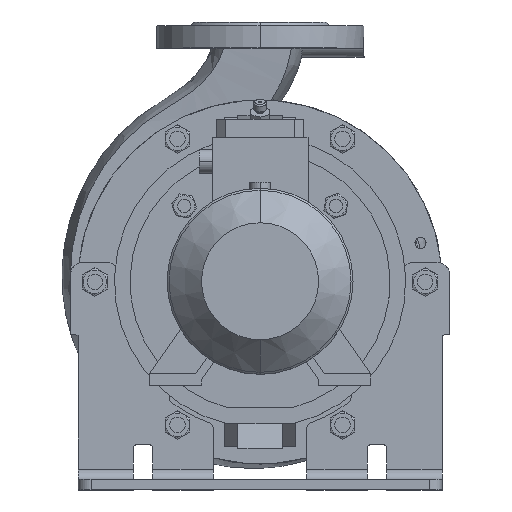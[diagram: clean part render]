
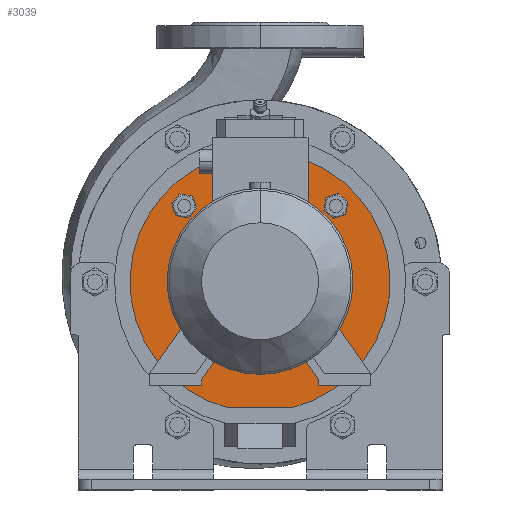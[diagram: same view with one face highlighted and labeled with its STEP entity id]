
A CAD part, top view. The second image highlights one B-rep face of the part: STEP entity #3039.
In plain terms, the highlighted planar face has unit normal (0, 0, 1).
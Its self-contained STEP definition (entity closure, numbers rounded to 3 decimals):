
#323 = FACE_OUTER_BOUND ( 'NONE', #3371, .T. ) ;
#485 = CIRCLE ( 'NONE', #39345, 100. ) ;
#555 = ORIENTED_EDGE ( 'NONE', *, *, #17998, .T. ) ;
#623 = DIRECTION ( 'NONE',  ( 0., 1., 0. ) ) ;
#814 = CARTESIAN_POINT ( 'NONE',  ( 58.336, 58.336, 172. ) ) ;
#1048 = DIRECTION ( 'NONE',  ( 0., 0., 1. ) ) ;
#3035 = CARTESIAN_POINT ( 'NONE',  ( 0., 0., 172. ) ) ;
#3039 = ADVANCED_FACE ( 'NONE', ( #35627, #11176, #53918, #53202, #323, #17984 ), #14393, .T. ) ;
#3371 = EDGE_LOOP ( 'NONE', ( #21946, #26943, #21954 ) ) ;
#4341 = CARTESIAN_POINT ( 'NONE',  ( 0., 0., 172. ) ) ;
#5357 = CIRCLE ( 'NONE', #23134, 8.075 ) ;
#5647 = CARTESIAN_POINT ( 'NONE',  ( 24.31, -97., 172. ) ) ;
#6486 = AXIS2_PLACEMENT_3D ( 'NONE', #9830, #49402, #31665 ) ;
#6494 = VERTEX_POINT ( 'NONE', #26206 ) ;
#6604 = CARTESIAN_POINT ( 'NONE',  ( -58.336, 58.336, 172. ) ) ;
#7045 = EDGE_CURVE ( 'NONE', #21935, #24488, #48165, .T. ) ;
#7186 = ORIENTED_EDGE ( 'NONE', *, *, #7045, .F. ) ;
#7276 = CIRCLE ( 'NONE', #7278, 8.075 ) ;
#7278 = AXIS2_PLACEMENT_3D ( 'NONE', #39581, #26501, #53158 ) ;
#8250 = CIRCLE ( 'NONE', #17571, 8.075 ) ;
#9109 = AXIS2_PLACEMENT_3D ( 'NONE', #814, #31404, #26681 ) ;
#9251 = CARTESIAN_POINT ( 'NONE',  ( 58.336, -58.336, 172. ) ) ;
#9252 = DIRECTION ( 'NONE',  ( 0., -1., 0. ) ) ;
#9315 = DIRECTION ( 'NONE',  ( 1., 0., 0. ) ) ;
#9830 = CARTESIAN_POINT ( 'NONE',  ( 0., 100., 172. ) ) ;
#10152 = EDGE_LOOP ( 'NONE', ( #17236, #51673 ) ) ;
#10752 = ORIENTED_EDGE ( 'NONE', *, *, #20879, .F. ) ;
#11176 = FACE_BOUND ( 'NONE', #10152, .T. ) ;
#11183 = VERTEX_POINT ( 'NONE', #43295 ) ;
#12033 = CARTESIAN_POINT ( 'NONE',  ( -59.739, -66.289, 172. ) ) ;
#12301 = DIRECTION ( 'NONE',  ( 0., 1., 0. ) ) ;
#12614 = CIRCLE ( 'NONE', #42799, 100. ) ;
#12703 = CARTESIAN_POINT ( 'NONE',  ( 0., 0., 172. ) ) ;
#14188 = DIRECTION ( 'NONE',  ( 0., 0., 1. ) ) ;
#14234 = VERTEX_POINT ( 'NONE', #33003 ) ;
#14384 = DIRECTION ( 'NONE',  ( 0., -1., 0. ) ) ;
#14393 = PLANE ( 'NONE',  #6486 ) ;
#14709 = ORIENTED_EDGE ( 'NONE', *, *, #16181, .F. ) ;
#15309 = VERTEX_POINT ( 'NONE', #33273 ) ;
#15386 = AXIS2_PLACEMENT_3D ( 'NONE', #44463, #14188, #14384 ) ;
#16181 = EDGE_CURVE ( 'NONE', #15309, #11183, #56108, .T. ) ;
#17236 = ORIENTED_EDGE ( 'NONE', *, *, #37803, .F. ) ;
#17571 = AXIS2_PLACEMENT_3D ( 'NONE', #27666, #22879, #27288 ) ;
#17984 = FACE_BOUND ( 'NONE', #47510, .T. ) ;
#17998 = EDGE_CURVE ( 'NONE', #6494, #20285, #45079, .T. ) ;
#18049 = AXIS2_PLACEMENT_3D ( 'NONE', #12703, #20652, #51355 ) ;
#19632 = VERTEX_POINT ( 'NONE', #41622 ) ;
#19667 = VERTEX_POINT ( 'NONE', #12033 ) ;
#20285 = VERTEX_POINT ( 'NONE', #40964 ) ;
#20383 = EDGE_CURVE ( 'NONE', #30792, #24992, #485, .T. ) ;
#20652 = DIRECTION ( 'NONE',  ( 0., 0., -1. ) ) ;
#20879 = EDGE_CURVE ( 'NONE', #14234, #31076, #8250, .T. ) ;
#21822 = ORIENTED_EDGE ( 'NONE', *, *, #46401, .F. ) ;
#21928 = EDGE_LOOP ( 'NONE', ( #33281, #14709 ) ) ;
#21935 = VERTEX_POINT ( 'NONE', #35006 ) ;
#21946 = ORIENTED_EDGE ( 'NONE', *, *, #55104, .T. ) ;
#21954 = ORIENTED_EDGE ( 'NONE', *, *, #36942, .F. ) ;
#22022 = AXIS2_PLACEMENT_3D ( 'NONE', #35232, #1048, #9252 ) ;
#22362 = EDGE_CURVE ( 'NONE', #19667, #52325, #5357, .T. ) ;
#22478 = EDGE_CURVE ( 'NONE', #20285, #6494, #54917, .T. ) ;
#22879 = DIRECTION ( 'NONE',  ( 0., 0., 1. ) ) ;
#23134 = AXIS2_PLACEMENT_3D ( 'NONE', #42886, #38761, #43611 ) ;
#24488 = VERTEX_POINT ( 'NONE', #39471 ) ;
#24976 = ORIENTED_EDGE ( 'NONE', *, *, #22478, .T. ) ;
#24992 = VERTEX_POINT ( 'NONE', #5647 ) ;
#25322 = CARTESIAN_POINT ( 'NONE',  ( -50.384, 56.934, 172. ) ) ;
#25569 = LINE ( 'NONE', #44335, #41799 ) ;
#26206 = CARTESIAN_POINT ( 'NONE',  ( 0., 70., 172. ) ) ;
#26385 = AXIS2_PLACEMENT_3D ( 'NONE', #48722, #35506, #39698 ) ;
#26501 = DIRECTION ( 'NONE',  ( 0., 0., 1. ) ) ;
#26681 = DIRECTION ( 'NONE',  ( 0., -1., 0. ) ) ;
#26722 = DIRECTION ( 'NONE',  ( 0., -1., 0. ) ) ;
#26943 = ORIENTED_EDGE ( 'NONE', *, *, #20383, .F. ) ;
#27288 = DIRECTION ( 'NONE',  ( 0., -1., 0. ) ) ;
#27666 = CARTESIAN_POINT ( 'NONE',  ( -58.336, 58.336, 172. ) ) ;
#27915 = EDGE_CURVE ( 'NONE', #24488, #21935, #55765, .T. ) ;
#30792 = VERTEX_POINT ( 'NONE', #40514 ) ;
#31076 = VERTEX_POINT ( 'NONE', #25322 ) ;
#31404 = DIRECTION ( 'NONE',  ( 0., 0., 1. ) ) ;
#31665 = DIRECTION ( 'NONE',  ( 0., -1., 0. ) ) ;
#33003 = CARTESIAN_POINT ( 'NONE',  ( -66.289, 59.739, 172. ) ) ;
#33273 = CARTESIAN_POINT ( 'NONE',  ( 66.289, -59.739, 172. ) ) ;
#33281 = ORIENTED_EDGE ( 'NONE', *, *, #35131, .F. ) ;
#34689 = DIRECTION ( 'NONE',  ( 0., 0., -1. ) ) ;
#35006 = CARTESIAN_POINT ( 'NONE',  ( 59.739, 66.289, 172. ) ) ;
#35131 = EDGE_CURVE ( 'NONE', #11183, #15309, #51467, .T. ) ;
#35232 = CARTESIAN_POINT ( 'NONE',  ( 58.336, 58.336, 172. ) ) ;
#35506 = DIRECTION ( 'NONE',  ( 0., 0., -1. ) ) ;
#35627 = FACE_BOUND ( 'NONE', #54537, .T. ) ;
#36338 = CARTESIAN_POINT ( 'NONE',  ( -56.934, -50.384, 172. ) ) ;
#36942 = EDGE_CURVE ( 'NONE', #19632, #30792, #12614, .T. ) ;
#37285 = AXIS2_PLACEMENT_3D ( 'NONE', #6604, #54557, #42032 ) ;
#37496 = EDGE_LOOP ( 'NONE', ( #21822, #10752 ) ) ;
#37803 = EDGE_CURVE ( 'NONE', #52325, #19667, #7276, .T. ) ;
#38761 = DIRECTION ( 'NONE',  ( 0., 0., 1. ) ) ;
#39345 = AXIS2_PLACEMENT_3D ( 'NONE', #3035, #50559, #12301 ) ;
#39422 = DIRECTION ( 'NONE',  ( 0., 0., 1. ) ) ;
#39471 = CARTESIAN_POINT ( 'NONE',  ( 56.934, 50.384, 172. ) ) ;
#39581 = CARTESIAN_POINT ( 'NONE',  ( -58.336, -58.336, 172. ) ) ;
#39698 = DIRECTION ( 'NONE',  ( 0., 1., 0. ) ) ;
#40514 = CARTESIAN_POINT ( 'NONE',  ( 0., 100., 172. ) ) ;
#40964 = CARTESIAN_POINT ( 'NONE',  ( 0., -70., 172. ) ) ;
#41622 = CARTESIAN_POINT ( 'NONE',  ( -24.31, -97., 172. ) ) ;
#41799 = VECTOR ( 'NONE', #9315, 1000. ) ;
#42032 = DIRECTION ( 'NONE',  ( 0., -1., 0. ) ) ;
#42799 = AXIS2_PLACEMENT_3D ( 'NONE', #4341, #34689, #623 ) ;
#42886 = CARTESIAN_POINT ( 'NONE',  ( -58.336, -58.336, 172. ) ) ;
#43266 = AXIS2_PLACEMENT_3D ( 'NONE', #9251, #39422, #26722 ) ;
#43295 = CARTESIAN_POINT ( 'NONE',  ( 50.384, -56.934, 172. ) ) ;
#43611 = DIRECTION ( 'NONE',  ( 0., -1., 0. ) ) ;
#44335 = CARTESIAN_POINT ( 'NONE',  ( -100., -97., 172. ) ) ;
#44463 = CARTESIAN_POINT ( 'NONE',  ( 58.336, -58.336, 172. ) ) ;
#45079 = CIRCLE ( 'NONE', #18049, 70. ) ;
#46401 = EDGE_CURVE ( 'NONE', #31076, #14234, #54194, .T. ) ;
#47510 = EDGE_LOOP ( 'NONE', ( #555, #24976 ) ) ;
#48165 = CIRCLE ( 'NONE', #22022, 8.075 ) ;
#48722 = CARTESIAN_POINT ( 'NONE',  ( 0., 0., 172. ) ) ;
#49402 = DIRECTION ( 'NONE',  ( 0., 0., 1. ) ) ;
#50559 = DIRECTION ( 'NONE',  ( 0., 0., -1. ) ) ;
#51355 = DIRECTION ( 'NONE',  ( 0., 1., 0. ) ) ;
#51467 = CIRCLE ( 'NONE', #43266, 8.075 ) ;
#51673 = ORIENTED_EDGE ( 'NONE', *, *, #22362, .F. ) ;
#52325 = VERTEX_POINT ( 'NONE', #36338 ) ;
#53158 = DIRECTION ( 'NONE',  ( 0., -1., 0. ) ) ;
#53202 = FACE_BOUND ( 'NONE', #21928, .T. ) ;
#53617 = ORIENTED_EDGE ( 'NONE', *, *, #27915, .F. ) ;
#53918 = FACE_BOUND ( 'NONE', #37496, .T. ) ;
#54194 = CIRCLE ( 'NONE', #37285, 8.075 ) ;
#54537 = EDGE_LOOP ( 'NONE', ( #53617, #7186 ) ) ;
#54557 = DIRECTION ( 'NONE',  ( 0., 0., 1. ) ) ;
#54917 = CIRCLE ( 'NONE', #26385, 70. ) ;
#55104 = EDGE_CURVE ( 'NONE', #19632, #24992, #25569, .T. ) ;
#55765 = CIRCLE ( 'NONE', #9109, 8.075 ) ;
#56108 = CIRCLE ( 'NONE', #15386, 8.075 ) ;
